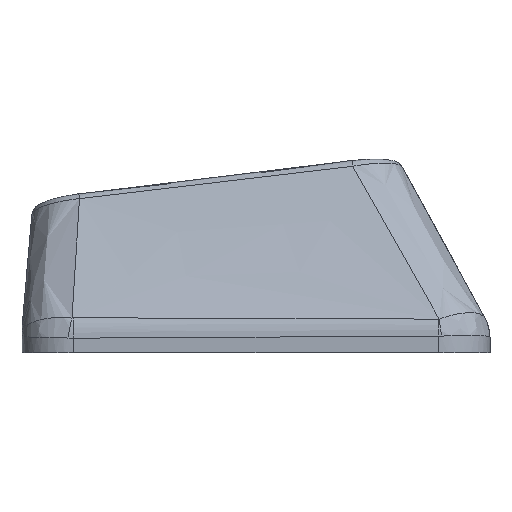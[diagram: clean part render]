
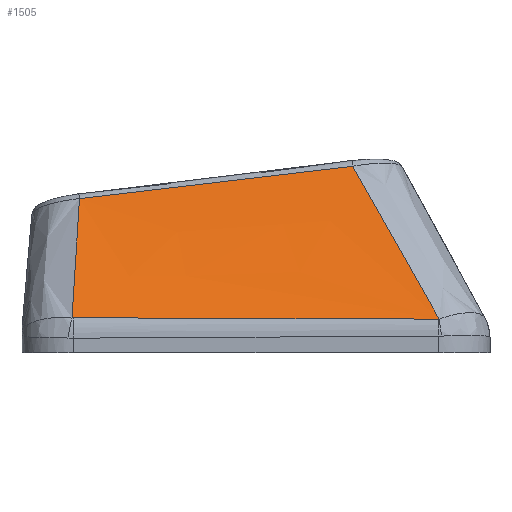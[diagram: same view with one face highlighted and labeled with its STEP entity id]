
A CAD part, left-side view. The second image highlights one B-rep face of the part: STEP entity #1505.
In plain terms, the highlighted free-form (B-spline) face has degree [3, 3] with [4, 4] control points.
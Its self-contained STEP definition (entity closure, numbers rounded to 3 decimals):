
#101=B_SPLINE_SURFACE_WITH_KNOTS('',3,3,((#2635,#2636,#2637,#2638),(#2639,
#2640,#2641,#2642),(#2643,#2644,#2645,#2646),(#2647,#2648,#2649,#2650)),
 .UNSPECIFIED.,.F.,.F.,.F.,(4,4),(4,4),(0.1,0.893),
(0.041,0.952),.UNSPECIFIED.);
#309=FACE_OUTER_BOUND('',#396,.T.);
#396=EDGE_LOOP('',(#1115,#1116,#1117,#1118,#1119,#1120));
#494=B_SPLINE_CURVE_WITH_KNOTS('',3,(#2400,#2401,#2402,#2403),
 .UNSPECIFIED.,.F.,.F.,(4,4),(0.,0.003),.UNSPECIFIED.);
#496=B_SPLINE_CURVE_WITH_KNOTS('',3,(#2427,#2428,#2429,#2430),
 .UNSPECIFIED.,.F.,.F.,(4,4),(0.,1.416),.UNSPECIFIED.);
#498=B_SPLINE_CURVE_WITH_KNOTS('',3,(#2454,#2455,#2456,#2457),
 .UNSPECIFIED.,.F.,.F.,(4,4),(0.,0.005),
 .UNSPECIFIED.);
#507=B_SPLINE_CURVE_WITH_KNOTS('',3,(#2626,#2627,#2628,#2629),
 .UNSPECIFIED.,.F.,.F.,(4,4),(-0.573,-0.028),
 .UNSPECIFIED.);
#509=B_SPLINE_CURVE_WITH_KNOTS('',3,(#2652,#2653,#2654,#2655),
 .UNSPECIFIED.,.F.,.F.,(4,4),(0.033,0.774),
 .UNSPECIFIED.);
#510=B_SPLINE_CURVE_WITH_KNOTS('',3,(#2656,#2657,#2658,#2659),
 .UNSPECIFIED.,.F.,.F.,(4,4),(-1.068,0.),
 .UNSPECIFIED.);
#640=VERTEX_POINT('',#2362);
#642=VERTEX_POINT('',#2393);
#644=VERTEX_POINT('',#2420);
#646=VERTEX_POINT('',#2447);
#661=VERTEX_POINT('',#2625);
#662=VERTEX_POINT('',#2651);
#811=EDGE_CURVE('',#640,#642,#494,.T.);
#814=EDGE_CURVE('',#642,#644,#496,.T.);
#817=EDGE_CURVE('',#644,#646,#498,.T.);
#837=EDGE_CURVE('',#646,#661,#507,.T.);
#839=EDGE_CURVE('',#662,#640,#509,.T.);
#840=EDGE_CURVE('',#661,#662,#510,.T.);
#1115=ORIENTED_EDGE('',*,*,#817,.F.);
#1116=ORIENTED_EDGE('',*,*,#814,.F.);
#1117=ORIENTED_EDGE('',*,*,#811,.F.);
#1118=ORIENTED_EDGE('',*,*,#839,.F.);
#1119=ORIENTED_EDGE('',*,*,#840,.F.);
#1120=ORIENTED_EDGE('',*,*,#837,.F.);
#1505=ADVANCED_FACE('',(#309),#101,.T.);
#2362=CARTESIAN_POINT('',(-11.308,-7.107,0.314));
#2393=CARTESIAN_POINT('',(-11.308,-7.077,0.312));
#2400=CARTESIAN_POINT('Ctrl Pts',(-11.308,-7.107,0.314));
#2401=CARTESIAN_POINT('Ctrl Pts',(-11.308,-7.097,0.312));
#2402=CARTESIAN_POINT('Ctrl Pts',(-11.308,-7.087,0.312));
#2403=CARTESIAN_POINT('Ctrl Pts',(-11.308,-7.077,0.312));
#2420=CARTESIAN_POINT('',(-11.236,7.086,0.363));
#2427=CARTESIAN_POINT('Ctrl Pts',(-11.308,-7.077,0.312));
#2428=CARTESIAN_POINT('Ctrl Pts',(-11.29,-2.357,0.327));
#2429=CARTESIAN_POINT('Ctrl Pts',(-11.268,2.364,0.344));
#2430=CARTESIAN_POINT('Ctrl Pts',(-11.236,7.086,0.363));
#2447=CARTESIAN_POINT('',(-11.233,7.14,0.368));
#2454=CARTESIAN_POINT('Ctrl Pts',(-11.236,7.086,0.363));
#2455=CARTESIAN_POINT('Ctrl Pts',(-11.236,7.104,0.363));
#2456=CARTESIAN_POINT('Ctrl Pts',(-11.235,7.122,0.365));
#2457=CARTESIAN_POINT('Ctrl Pts',(-11.233,7.14,0.368));
#2625=CARTESIAN_POINT('',(-8.385,6.849,4.986));
#2626=CARTESIAN_POINT('Ctrl Pts',(-11.233,7.14,0.368));
#2627=CARTESIAN_POINT('Ctrl Pts',(-10.279,7.036,1.905));
#2628=CARTESIAN_POINT('Ctrl Pts',(-9.328,6.938,3.444));
#2629=CARTESIAN_POINT('Ctrl Pts',(-8.385,6.849,4.986));
#2635=CARTESIAN_POINT('Ctrl Pts',(-8.372,-4.131,6.284));
#2636=CARTESIAN_POINT('Ctrl Pts',(-9.351,-5.124,4.294));
#2637=CARTESIAN_POINT('Ctrl Pts',(-10.33,-6.116,2.303));
#2638=CARTESIAN_POINT('Ctrl Pts',(-11.308,-7.108,0.312));
#2639=CARTESIAN_POINT('Ctrl Pts',(-8.372,-0.374,
5.847));
#2640=CARTESIAN_POINT('Ctrl Pts',(-9.351,-1.035,3.995));
#2641=CARTESIAN_POINT('Ctrl Pts',(-10.33,-1.697,2.143));
#2642=CARTESIAN_POINT('Ctrl Pts',(-11.308,-2.359,0.29));
#2643=CARTESIAN_POINT('Ctrl Pts',(-8.372,3.384,5.41));
#2644=CARTESIAN_POINT('Ctrl Pts',(-9.351,3.053,3.696));
#2645=CARTESIAN_POINT('Ctrl Pts',(-10.33,2.722,1.982));
#2646=CARTESIAN_POINT('Ctrl Pts',(-11.308,2.391,0.269));
#2647=CARTESIAN_POINT('Ctrl Pts',(-8.372,7.142,4.973));
#2648=CARTESIAN_POINT('Ctrl Pts',(-9.351,7.141,3.398));
#2649=CARTESIAN_POINT('Ctrl Pts',(-10.33,7.141,1.822));
#2650=CARTESIAN_POINT('Ctrl Pts',(-11.308,7.14,0.247));
#2651=CARTESIAN_POINT('',(-8.372,-3.753,6.241));
#2652=CARTESIAN_POINT('Ctrl Pts',(-8.372,-3.753,6.241));
#2653=CARTESIAN_POINT('Ctrl Pts',(-9.357,-4.877,4.27));
#2654=CARTESIAN_POINT('Ctrl Pts',(-10.334,-5.994,2.293));
#2655=CARTESIAN_POINT('Ctrl Pts',(-11.308,-7.107,0.314));
#2656=CARTESIAN_POINT('Ctrl Pts',(-8.385,6.849,4.986));
#2657=CARTESIAN_POINT('Ctrl Pts',(-8.381,3.315,5.401));
#2658=CARTESIAN_POINT('Ctrl Pts',(-8.377,-0.219,5.82));
#2659=CARTESIAN_POINT('Ctrl Pts',(-8.372,-3.753,6.241));
